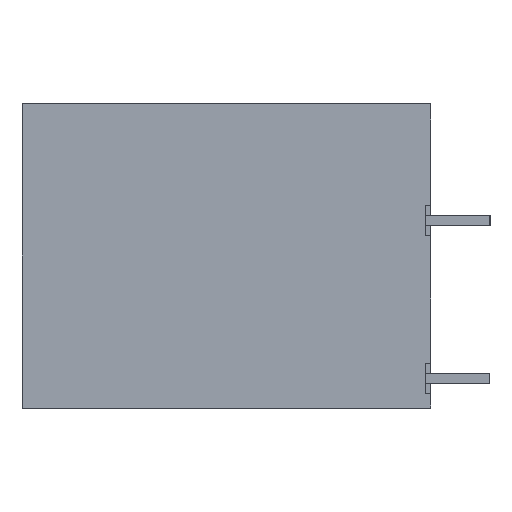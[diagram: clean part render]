
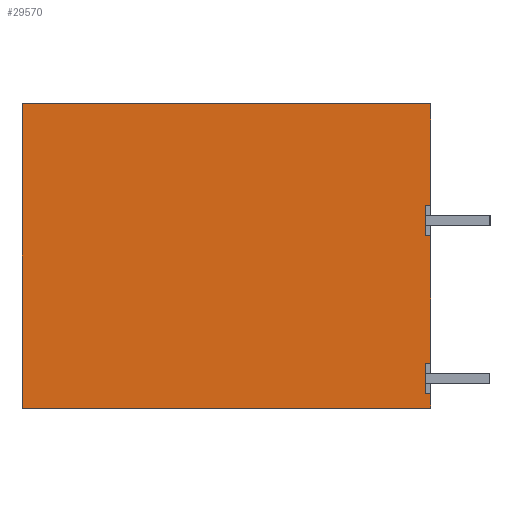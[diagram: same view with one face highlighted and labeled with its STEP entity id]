
A CAD part, left-side view. The second image highlights one B-rep face of the part: STEP entity #29570.
In plain terms, the highlighted planar face has unit normal (-1, 0, 0).
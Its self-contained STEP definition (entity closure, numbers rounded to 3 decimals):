
#29542=AXIS2_PLACEMENT_3D('Plane Axis2P3D',#29539,#29540,#29541) ;
#188=CARTESIAN_POINT('Vertex',(0.,3.8,0.85)) ;
#232=CARTESIAN_POINT('Vertex',(0.,3.8,2.65)) ;
#235=CARTESIAN_POINT('Line Origine',(0.,3.8,1.75)) ;
#1142=CARTESIAN_POINT('Vertex',(0.,3.8,10.2)) ;
#1163=CARTESIAN_POINT('Vertex',(0.,3.8,12.)) ;
#1166=CARTESIAN_POINT('Line Origine',(0.,3.8,11.1)) ;
#13095=CARTESIAN_POINT('Vertex',(0.,3.5,10.2)) ;
#13098=CARTESIAN_POINT('Line Origine',(0.,3.5,6.425)) ;
#13102=CARTESIAN_POINT('Vertex',(0.,3.5,2.65)) ;
#13123=CARTESIAN_POINT('Line Origine',(0.,3.65,10.2)) ;
#13141=CARTESIAN_POINT('Line Origine',(0.,3.65,2.65)) ;
#13197=CARTESIAN_POINT('Vertex',(0.,3.5,0.85)) ;
#13207=CARTESIAN_POINT('Line Origine',(0.,3.65,0.85)) ;
#13220=CARTESIAN_POINT('Line Origine',(0.,3.5,0.425)) ;
#13224=CARTESIAN_POINT('Vertex',(0.,3.5,0.)) ;
#13252=CARTESIAN_POINT('Line Origine',(0.,15.6,0.)) ;
#13256=CARTESIAN_POINT('Vertex',(0.,27.7,0.)) ;
#13395=CARTESIAN_POINT('Vertex',(0.,3.5,12.)) ;
#13398=CARTESIAN_POINT('Line Origine',(0.,3.65,12.)) ;
#29496=CARTESIAN_POINT('Line Origine',(0.,3.5,15.)) ;
#29500=CARTESIAN_POINT('Vertex',(0.,3.5,18.)) ;
#29539=CARTESIAN_POINT('Axis2P3D Location',(0.,0.,0.)) ;
#29544=CARTESIAN_POINT('Line Origine',(0.,15.6,18.)) ;
#29548=CARTESIAN_POINT('Vertex',(0.,27.7,18.)) ;
#29551=CARTESIAN_POINT('Line Origine',(0.,27.7,9.)) ;
#236=DIRECTION('Vector Direction',(0.,0.,-1.)) ;
#1167=DIRECTION('Vector Direction',(0.,0.,-1.)) ;
#13099=DIRECTION('Vector Direction',(0.,0.,-1.)) ;
#13124=DIRECTION('Vector Direction',(0.,1.,0.)) ;
#13142=DIRECTION('Vector Direction',(0.,1.,0.)) ;
#13208=DIRECTION('Vector Direction',(0.,1.,0.)) ;
#13221=DIRECTION('Vector Direction',(0.,0.,-1.)) ;
#13253=DIRECTION('Vector Direction',(0.,1.,0.)) ;
#13399=DIRECTION('Vector Direction',(0.,1.,0.)) ;
#29497=DIRECTION('Vector Direction',(0.,0.,-1.)) ;
#29540=DIRECTION('Axis2P3D Direction',(-1.,0.,0.)) ;
#29541=DIRECTION('Axis2P3D XDirection',(0.,0.,1.)) ;
#29545=DIRECTION('Vector Direction',(0.,-1.,0.)) ;
#29552=DIRECTION('Vector Direction',(0.,0.,1.)) ;
#237=VECTOR('Line Direction',#236,1.) ;
#1168=VECTOR('Line Direction',#1167,1.) ;
#13100=VECTOR('Line Direction',#13099,1.) ;
#13125=VECTOR('Line Direction',#13124,1.) ;
#13143=VECTOR('Line Direction',#13142,1.) ;
#13209=VECTOR('Line Direction',#13208,1.) ;
#13222=VECTOR('Line Direction',#13221,1.) ;
#13254=VECTOR('Line Direction',#13253,1.) ;
#13400=VECTOR('Line Direction',#13399,1.) ;
#29498=VECTOR('Line Direction',#29497,1.) ;
#29546=VECTOR('Line Direction',#29545,1.) ;
#29553=VECTOR('Line Direction',#29552,1.) ;
#29557=ORIENTED_EDGE('',*,*,#1170,.F.) ;
#29558=ORIENTED_EDGE('',*,*,#13402,.F.) ;
#29559=ORIENTED_EDGE('',*,*,#29502,.T.) ;
#29560=ORIENTED_EDGE('',*,*,#29550,.T.) ;
#29561=ORIENTED_EDGE('',*,*,#29555,.T.) ;
#29562=ORIENTED_EDGE('',*,*,#13258,.T.) ;
#29563=ORIENTED_EDGE('',*,*,#13226,.T.) ;
#29564=ORIENTED_EDGE('',*,*,#13211,.T.) ;
#29565=ORIENTED_EDGE('',*,*,#239,.F.) ;
#29566=ORIENTED_EDGE('',*,*,#13145,.F.) ;
#29567=ORIENTED_EDGE('',*,*,#13104,.T.) ;
#29568=ORIENTED_EDGE('',*,*,#13127,.T.) ;
#29570=ADVANCED_FACE('HOUSING',(#29569),#29543,.T.) ;
#239=EDGE_CURVE('',#233,#189,#238,.T.) ;
#1170=EDGE_CURVE('',#1164,#1143,#1169,.T.) ;
#13104=EDGE_CURVE('',#13103,#13096,#13101,.F.) ;
#13127=EDGE_CURVE('',#13096,#1143,#13126,.T.) ;
#13145=EDGE_CURVE('',#13103,#233,#13144,.T.) ;
#13211=EDGE_CURVE('',#13198,#189,#13210,.T.) ;
#13226=EDGE_CURVE('',#13225,#13198,#13223,.F.) ;
#13258=EDGE_CURVE('',#13257,#13225,#13255,.F.) ;
#13402=EDGE_CURVE('',#13396,#1164,#13401,.T.) ;
#29502=EDGE_CURVE('',#13396,#29501,#29499,.F.) ;
#29550=EDGE_CURVE('',#29501,#29549,#29547,.F.) ;
#29555=EDGE_CURVE('',#29549,#13257,#29554,.F.) ;
#29556=EDGE_LOOP('',(#29557,#29558,#29559,#29560,#29561,#29562,#29563,#29564,#29565,#29566,#29567,#29568)) ;
#29569=FACE_OUTER_BOUND('',#29556,.T.) ;
#238=LINE('Line',#235,#237) ;
#1169=LINE('Line',#1166,#1168) ;
#13101=LINE('Line',#13098,#13100) ;
#13126=LINE('Line',#13123,#13125) ;
#13144=LINE('Line',#13141,#13143) ;
#13210=LINE('Line',#13207,#13209) ;
#13223=LINE('Line',#13220,#13222) ;
#13255=LINE('Line',#13252,#13254) ;
#13401=LINE('Line',#13398,#13400) ;
#29499=LINE('Line',#29496,#29498) ;
#29547=LINE('Line',#29544,#29546) ;
#29554=LINE('Line',#29551,#29553) ;
#29543=PLANE('',#29542) ;
#189=VERTEX_POINT('',#188) ;
#233=VERTEX_POINT('',#232) ;
#1143=VERTEX_POINT('',#1142) ;
#1164=VERTEX_POINT('',#1163) ;
#13096=VERTEX_POINT('',#13095) ;
#13103=VERTEX_POINT('',#13102) ;
#13198=VERTEX_POINT('',#13197) ;
#13225=VERTEX_POINT('',#13224) ;
#13257=VERTEX_POINT('',#13256) ;
#13396=VERTEX_POINT('',#13395) ;
#29501=VERTEX_POINT('',#29500) ;
#29549=VERTEX_POINT('',#29548) ;
